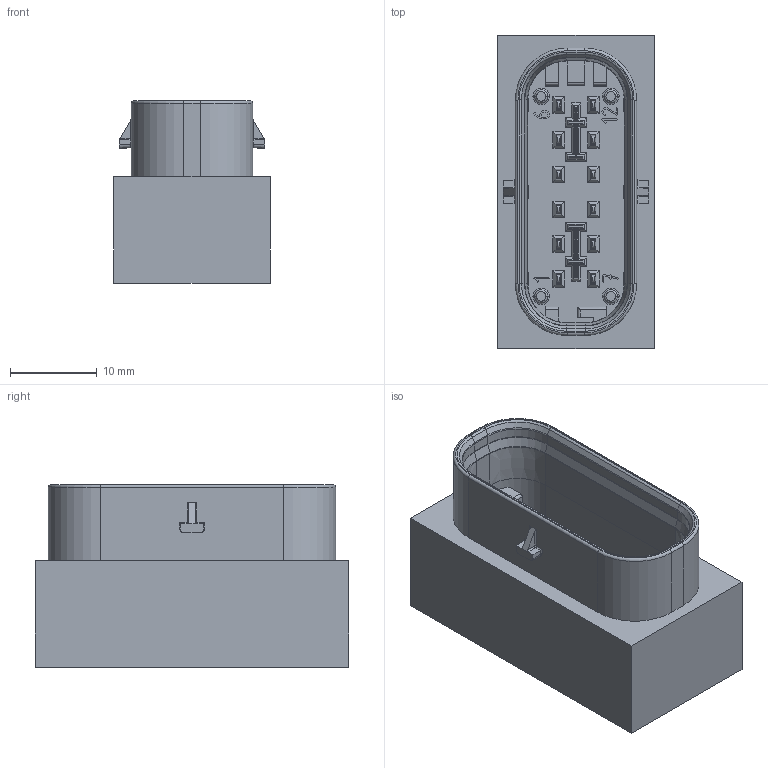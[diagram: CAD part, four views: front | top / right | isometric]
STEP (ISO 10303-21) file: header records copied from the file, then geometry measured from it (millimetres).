
FILE_DESCRIPTION(('CATIA V5 STEP Exchange','CAx-IF Rec.Pracs.--- Model Styling and Organization---1.5--- 2016-08-15','CAx-IF Rec.Pracs.---Supplemental Geometry---1.0---2011-11-01','CAx-IF Rec.Pracs.---Representation and Presentation of Product Manufacturing Information (PMI)---4.0---2014-10-13','CAx-IF Rec.Pracs.--- Composite Materials ---3.4---2017-06-13','CAx-IF Rec.Pracs.---Tessellated 3D Geometry---1.0---2015-12-17'),'2;1');
FILE_NAME('120-S-012-2-A01 KEYING OPTION C.stp','2025-12-17T23:54:50+00:00',('none'),('none'),'CATIA Version 5-6 Release 2024 SP3','CATIA V5 STEP AP242 v3','none');
FILE_SCHEMA(('AP242_MANAGED_MODEL_BASED_3D_ENGINEERING_MIM_LF {1 0 10303 442 1 1 4}'));
Length unit declared in the file: millimetre
Products named in the file (1): 120-S-012-2-A01
Bounding box: 18 x 36 x 21 mm (x, y, z)
Volume: 6241.7 mm3; surface area: 5560.3 mm2
Topology: 1 solids, 1 shells, 669 faces, 1731 edges, 1088 vertices
Faces by surface type: plane 449, cylinder 164, torus 36, cone 12, bspline 4, sphere 4
Entity records: 18946 total; most frequent: CARTESIAN_POINT 4130, ORIENTED_EDGE 3454, DIRECTION 2359, EDGE_CURVE 1727, VECTOR 1295, LINE 1295, VERTEX_POINT 1088, EDGE_LOOP 697
